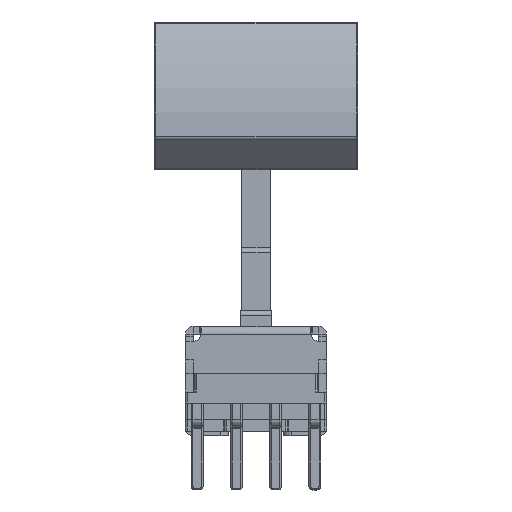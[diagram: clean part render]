
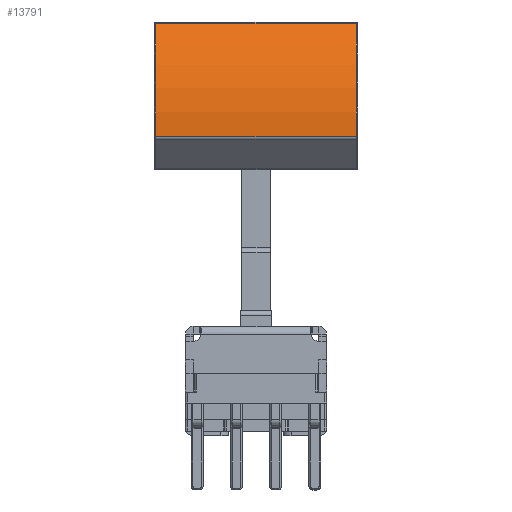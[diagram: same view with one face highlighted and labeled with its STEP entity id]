
A CAD part, left-side view. The second image highlights one B-rep face of the part: STEP entity #13791.
In plain terms, the highlighted cylindrical face has radius 10.5 mm (diameter 21 mm), a partial arc.
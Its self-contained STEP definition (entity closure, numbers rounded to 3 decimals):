
#448=CYLINDRICAL_SURFACE('',#15131,10.5);
#910=CIRCLE('',#15090,10.5);
#932=CIRCLE('',#15132,10.5);
#1737=FACE_OUTER_BOUND('',#2553,.T.);
#2553=EDGE_LOOP('',(#12196,#12197,#12198,#12199));
#3998=LINE('',#23389,#5414);
#3999=LINE('',#23393,#5415);
#5414=VECTOR('',#18996,10.);
#5415=VECTOR('',#19001,10.);
#6604=VERTEX_POINT('',#23312);
#6606=VERTEX_POINT('',#23318);
#6621=VERTEX_POINT('',#23388);
#6622=VERTEX_POINT('',#23392);
#8475=EDGE_CURVE('',#6604,#6606,#910,.T.);
#8509=EDGE_CURVE('',#6606,#6621,#3998,.T.);
#8511=EDGE_CURVE('',#6622,#6604,#3999,.T.);
#8512=EDGE_CURVE('',#6621,#6622,#932,.T.);
#12196=ORIENTED_EDGE('',*,*,#8475,.F.);
#12197=ORIENTED_EDGE('',*,*,#8511,.F.);
#12198=ORIENTED_EDGE('',*,*,#8512,.F.);
#12199=ORIENTED_EDGE('',*,*,#8509,.F.);
#13791=ADVANCED_FACE('',(#1737),#448,.T.);
#15090=AXIS2_PLACEMENT_3D('',#23322,#18903,#18904);
#15131=AXIS2_PLACEMENT_3D('',#23391,#18999,#19000);
#15132=AXIS2_PLACEMENT_3D('',#23394,#19002,#19003);
#18903=DIRECTION('center_axis',(0.,1.,0.));
#18904=DIRECTION('ref_axis',(-0.939,0.,0.344));
#18996=DIRECTION('',(0.,-1.,0.));
#18999=DIRECTION('center_axis',(0.,1.,0.));
#19000=DIRECTION('ref_axis',(-0.999,0.,-0.034));
#19001=DIRECTION('',(0.,1.,0.));
#19002=DIRECTION('center_axis',(0.,-1.,0.));
#19003=DIRECTION('ref_axis',(-0.939,0.,0.344));
#23312=CARTESIAN_POINT('',(-12.303,6.4,2.1));
#23318=CARTESIAN_POINT('',(-9.65,6.4,9.335));
#23322=CARTESIAN_POINT('Origin',(-1.806,6.4,2.355));
#23388=CARTESIAN_POINT('',(-9.65,-6.4,9.335));
#23389=CARTESIAN_POINT('',(-9.65,0.,9.335));
#23391=CARTESIAN_POINT('Origin',(-1.806,0.,2.355));
#23392=CARTESIAN_POINT('',(-12.303,-6.4,2.1));
#23393=CARTESIAN_POINT('',(-12.303,0.,2.1));
#23394=CARTESIAN_POINT('Origin',(-1.806,-6.4,2.355));
